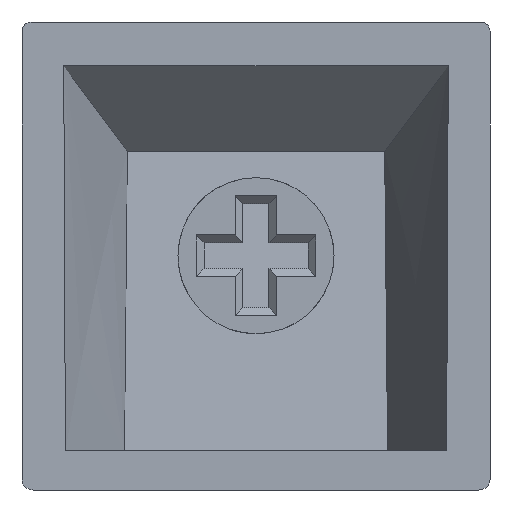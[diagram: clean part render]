
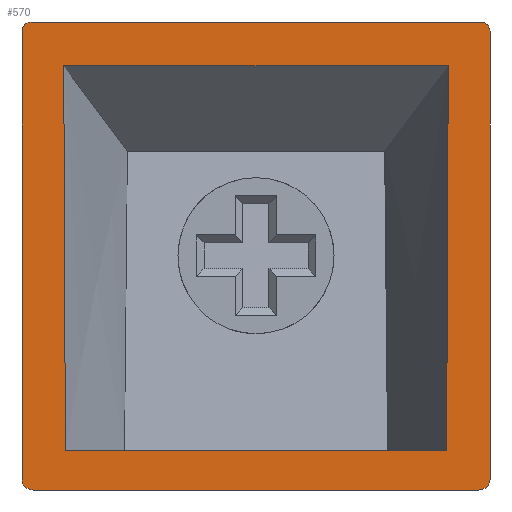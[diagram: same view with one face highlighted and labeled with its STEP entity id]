
A CAD part, front view. The second image highlights one B-rep face of the part: STEP entity #570.
In plain terms, the highlighted planar face has unit normal (0, -1, 0).
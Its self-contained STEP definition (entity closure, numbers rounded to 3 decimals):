
#570=ADVANCED_FACE('',(#571,#661),#705,.T.);
#571=FACE_BOUND('',#572,.T.);
#572=EDGE_LOOP('',(#573,#583,#597,#605,#619,#627,#641,#649));
#573=ORIENTED_EDGE('',*,*,#574,.T.);
#574=EDGE_CURVE('',#575,#577,#579,.F.);
#575=VERTEX_POINT('',#576);
#576=CARTESIAN_POINT('',(0.451,0.0,-18.0));
#577=VERTEX_POINT('',#578);
#578=CARTESIAN_POINT('',(17.549,0.0,-18.0));
#579=LINE('',#580,#581);
#580=CARTESIAN_POINT('',(0.0,0.0,-18.0));
#581=VECTOR('',#582,1.0);
#582=DIRECTION('',(-1.0,0.0,0.0));
#583=ORIENTED_EDGE('',*,*,#584,.T.);
#584=EDGE_CURVE('',#577,#585,#587,.T.);
#585=VERTEX_POINT('',#586);
#586=CARTESIAN_POINT('',(18.0,0.0,-17.6));
#587=B_SPLINE_CURVE_WITH_KNOTS('',2,(#588,#589,#590,#591,#592,#593,#594,#595,#596),.UNSPECIFIED.,.F.,.U.,(3,2,2,2,3),(0.0,0.25,0.5,0.75,1.0),.PIECEWISE_BEZIER_KNOTS.);
#588=CARTESIAN_POINT('',(17.549,0.0,-18.0));
#589=CARTESIAN_POINT('',(17.634,0.0,-18.0));
#590=CARTESIAN_POINT('',(17.714,0.0,-17.973));
#591=CARTESIAN_POINT('',(17.793,0.0,-17.946));
#592=CARTESIAN_POINT('',(17.858,0.0,-17.892));
#593=CARTESIAN_POINT('',(17.924,0.0,-17.838));
#594=CARTESIAN_POINT('',(17.962,0.0,-17.762));
#595=CARTESIAN_POINT('',(18.,0.0,-17.686));
#596=CARTESIAN_POINT('',(18.,0.0,-17.6));
#597=ORIENTED_EDGE('',*,*,#598,.T.);
#598=EDGE_CURVE('',#585,#599,#601,.F.);
#599=VERTEX_POINT('',#600);
#600=CARTESIAN_POINT('',(18.0,0.0,-0.379));
#601=LINE('',#602,#603);
#602=CARTESIAN_POINT('',(18.0,0.0,0.0));
#603=VECTOR('',#604,1.0);
#604=DIRECTION('',(0.0,0.0,-1.0));
#605=ORIENTED_EDGE('',*,*,#606,.T.);
#606=EDGE_CURVE('',#599,#607,#609,.T.);
#607=VERTEX_POINT('',#608);
#608=CARTESIAN_POINT('',(17.641,0.0,0.0));
#609=B_SPLINE_CURVE_WITH_KNOTS('',2,(#610,#611,#612,#613,#614,#615,#616,#617,#618),.UNSPECIFIED.,.F.,.U.,(3,2,2,2,3),(0.0,0.25,0.5,0.75,1.0),.PIECEWISE_BEZIER_KNOTS.);
#610=CARTESIAN_POINT('',(18.,0.0,-0.379));
#611=CARTESIAN_POINT('',(18.,0.0,-0.304));
#612=CARTESIAN_POINT('',(17.976,0.0,-0.235));
#613=CARTESIAN_POINT('',(17.952,0.0,-0.166));
#614=CARTESIAN_POINT('',(17.902,0.0,-0.111));
#615=CARTESIAN_POINT('',(17.854,0.0,-0.058));
#616=CARTESIAN_POINT('',(17.784,0.0,-0.028));
#617=CARTESIAN_POINT('',(17.718,0.0,0.));
#618=CARTESIAN_POINT('',(17.641,0.0,0.));
#619=ORIENTED_EDGE('',*,*,#620,.T.);
#620=EDGE_CURVE('',#607,#621,#623,.F.);
#621=VERTEX_POINT('',#622);
#622=CARTESIAN_POINT('',(0.359,0.0,0.0));
#623=LINE('',#624,#625);
#624=CARTESIAN_POINT('',(0.0,0.0,0.0));
#625=VECTOR('',#626,1.0);
#626=DIRECTION('',(1.0,0.0,0.0));
#627=ORIENTED_EDGE('',*,*,#628,.T.);
#628=EDGE_CURVE('',#621,#629,#631,.T.);
#629=VERTEX_POINT('',#630);
#630=CARTESIAN_POINT('',(0.0,0.0,-0.379));
#631=B_SPLINE_CURVE_WITH_KNOTS('',2,(#632,#633,#634,#635,#636,#637,#638,#639,#640),.UNSPECIFIED.,.F.,.U.,(3,2,2,2,3),(0.0,0.25,0.5,0.75,1.0),.PIECEWISE_BEZIER_KNOTS.);
#632=CARTESIAN_POINT('',(0.359,0.0,0.));
#633=CARTESIAN_POINT('',(0.284,0.0,0.));
#634=CARTESIAN_POINT('',(0.217,0.0,-0.028));
#635=CARTESIAN_POINT('',(0.15,0.0,-0.056));
#636=CARTESIAN_POINT('',(0.098,0.0,-0.111));
#637=CARTESIAN_POINT('',(0.05,0.0,-0.163));
#638=CARTESIAN_POINT('',(0.024,0.0,-0.235));
#639=CARTESIAN_POINT('',(0.,0.0,-0.302));
#640=CARTESIAN_POINT('',(0.,0.0,-0.379));
#641=ORIENTED_EDGE('',*,*,#642,.T.);
#642=EDGE_CURVE('',#629,#643,#645,.F.);
#643=VERTEX_POINT('',#644);
#644=CARTESIAN_POINT('',(0.0,0.0,-17.6));
#645=LINE('',#646,#647);
#646=CARTESIAN_POINT('',(0.0,0.0,0.0));
#647=VECTOR('',#648,1.0);
#648=DIRECTION('',(0.0,0.0,1.0));
#649=ORIENTED_EDGE('',*,*,#650,.T.);
#650=EDGE_CURVE('',#643,#575,#651,.T.);
#651=B_SPLINE_CURVE_WITH_KNOTS('',2,(#652,#653,#654,#655,#656,#657,#658,#659,#660),.UNSPECIFIED.,.F.,.U.,(3,2,2,2,3),(0.0,0.25,0.5,0.75,1.0),.PIECEWISE_BEZIER_KNOTS.);
#652=CARTESIAN_POINT('',(0.,0.0,-17.6));
#653=CARTESIAN_POINT('',(0.,0.0,-17.683));
#654=CARTESIAN_POINT('',(0.038,0.0,-17.761));
#655=CARTESIAN_POINT('',(0.074,0.0,-17.834));
#656=CARTESIAN_POINT('',(0.141,0.0,-17.892));
#657=CARTESIAN_POINT('',(0.203,0.0,-17.944));
#658=CARTESIAN_POINT('',(0.286,0.0,-17.973));
#659=CARTESIAN_POINT('',(0.364,0.0,-18.0));
#660=CARTESIAN_POINT('',(0.451,0.0,-18.0));
#661=FACE_BOUND('',#662,.T.);
#662=EDGE_LOOP('',(#663,#673,#686,#694));
#663=ORIENTED_EDGE('',*,*,#664,.T.);
#664=EDGE_CURVE('',#665,#667,#669,.T.);
#665=VERTEX_POINT('',#666);
#666=CARTESIAN_POINT('',(16.332,0.,-16.5));
#667=VERTEX_POINT('',#668);
#668=CARTESIAN_POINT('',(1.668,0.0,-16.5));
#669=LINE('',#670,#671);
#670=CARTESIAN_POINT('',(0.0,0.0,-16.5));
#671=VECTOR('',#672,1.0);
#672=DIRECTION('',(-1.0,0.0,0.0));
#673=ORIENTED_EDGE('',*,*,#674,.T.);
#674=EDGE_CURVE('',#667,#675,#677,.T.);
#675=VERTEX_POINT('',#676);
#676=CARTESIAN_POINT('',(1.606,0.,-1.689));
#677=B_SPLINE_CURVE_WITH_KNOTS('',3,(#678,#679,#680,#681,#682,#683,#684,#685),.UNSPECIFIED.,.F.,.U.,(4,2,2,4),(0.0,4.823,9.817,14.811),.UNSPECIFIED.);
#678=CARTESIAN_POINT('',(1.668,0.0,-16.5));
#679=CARTESIAN_POINT('',(1.658,0.0,-14.892));
#680=CARTESIAN_POINT('',(1.65,0.0,-13.285));
#681=CARTESIAN_POINT('',(1.635,0.0,-10.012));
#682=CARTESIAN_POINT('',(1.628,0.,-8.348));
#683=CARTESIAN_POINT('',(1.616,0.,-5.019));
#684=CARTESIAN_POINT('',(1.611,0.,-3.354));
#685=CARTESIAN_POINT('',(1.606,0.,-1.689));
#686=ORIENTED_EDGE('',*,*,#687,.T.);
#687=EDGE_CURVE('',#675,#688,#690,.T.);
#688=VERTEX_POINT('',#689);
#689=CARTESIAN_POINT('',(16.394,0.,-1.689));
#690=LINE('',#691,#692);
#691=CARTESIAN_POINT('',(0.0,0.0,-1.689));
#692=VECTOR('',#693,1.0);
#693=DIRECTION('',(1.0,0.0,0.0));
#694=ORIENTED_EDGE('',*,*,#695,.T.);
#695=EDGE_CURVE('',#688,#665,#696,.T.);
#696=B_SPLINE_CURVE_WITH_KNOTS('',3,(#697,#698,#699,#700,#701,#702,#703,#704),.UNSPECIFIED.,.F.,.U.,(4,2,2,4),(0.0,4.82,9.816,14.811),.UNSPECIFIED.);
#697=CARTESIAN_POINT('',(16.394,0.,-1.689));
#698=CARTESIAN_POINT('',(16.389,0.,-3.296));
#699=CARTESIAN_POINT('',(16.384,0.,-4.903));
#700=CARTESIAN_POINT('',(16.372,0.,-8.175));
#701=CARTESIAN_POINT('',(16.366,0.0,-9.84));
#702=CARTESIAN_POINT('',(16.35,0.0,-13.17));
#703=CARTESIAN_POINT('',(16.342,0.,-14.835));
#704=CARTESIAN_POINT('',(16.332,0.,-16.5));
#705=PLANE('',#706);
#706=AXIS2_PLACEMENT_3D('',#707,#708,#709);
#707=CARTESIAN_POINT('',(0.0,0.0,0.0));
#708=DIRECTION('',(0.0,-1.0,0.0));
#709=DIRECTION('',(0.0,0.0,-1.0));
